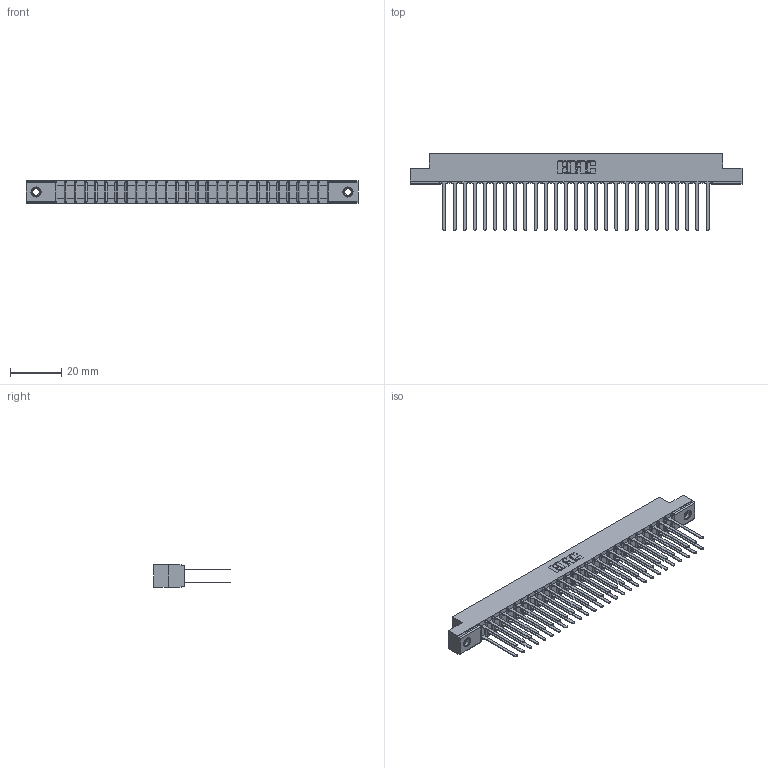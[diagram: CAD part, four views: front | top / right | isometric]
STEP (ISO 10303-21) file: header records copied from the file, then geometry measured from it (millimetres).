
FILE_DESCRIPTION (( 'STEP AP203' ), '1' );
FILE_NAME ('357-054-540-207.STEP', '2019-09-19T04:00:34', ( '' ), ( '' ), 'SwSTEP 2.0', 'SolidWorks 2016', '' );
FILE_SCHEMA (( 'CONFIG_CONTROL_DESIGN' ));
Length unit declared in the file: inch
Products named in the file (4): 357-054-540-207; 307-290-001_540; 307 Part_.156 Dia Mounting Holes; 345-250-001_345-250-005-103
Assembly tree (57 placements, depth 2):
  357-054-540-207
    307 Part_.156 Dia Mounting Holes
    307-290-001_540  x54
    345-250-001_345-250-005-103  x2
Bounding box: 130 x 30 x 8.71 mm (x, y, z)
Volume: 8790.7 mm3; surface area: 17545.8 mm2
Topology: 57 solids, 57 shells, 2690 faces, 7479 edges, 4830 vertices
Faces by surface type: plane 1776, cylinder 842, sphere 56, cone 12, torus 4
Entity records: 27013 total; most frequent: CARTESIAN_POINT 4406, ORIENTED_EDGE 4358, DIRECTION 4331, EDGE_CURVE 2179, LINE 1665, VECTOR 1665, VERTEX_POINT 1408, AXIS2_PLACEMENT_3D 1333
